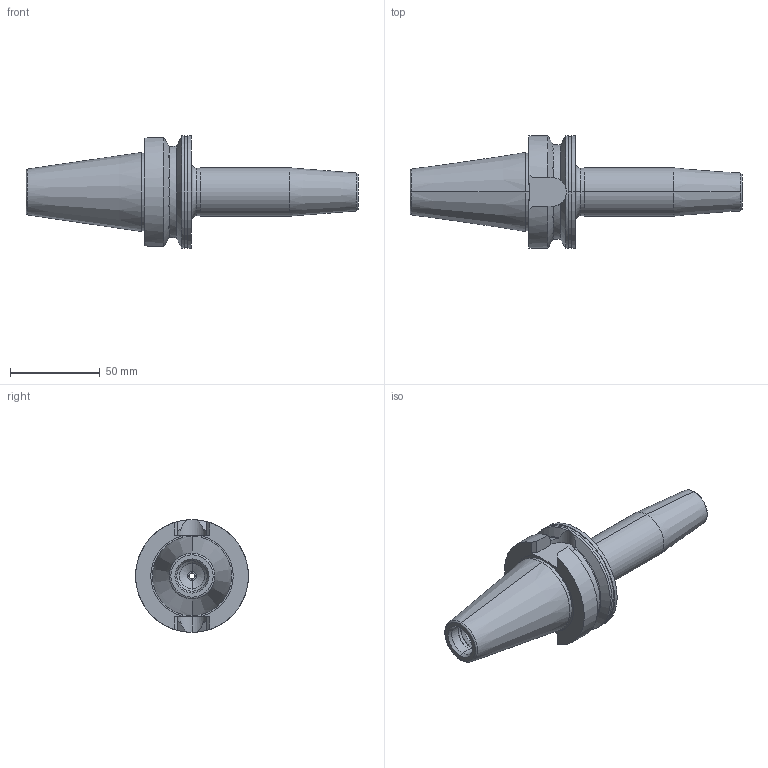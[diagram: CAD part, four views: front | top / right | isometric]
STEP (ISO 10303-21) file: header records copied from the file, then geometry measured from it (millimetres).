
FILE_DESCRIPTION (( 'STEP AP214' ), '1' );
FILE_NAME ('11.11.2019_39.P5.071.104.STEP', '2019-11-11T10:57:22', ( '' ), ( '' ), 'SwSTEP 2.0', 'SolidWorks 2014', '' );
FILE_SCHEMA (( 'AUTOMOTIVE_DESIGN' ));
Length unit declared in the file: millimetre
Products named in the file (1): 11.11.2019_39.P5.071.104
Bounding box: 185.4 x 63 x 63 mm (x, y, z)
Volume: 167342.5 mm3; surface area: 32433 mm2
Topology: 2 solids, 2 shells, 151 faces, 339 edges, 203 vertices
Faces by surface type: plane 59, cylinder 43, cone 37, torus 12
Entity records: 6032 total; most frequent: CARTESIAN_POINT 953, DIRECTION 738, ORIENTED_EDGE 678, EDGE_CURVE 339, AXIS2_PLACEMENT_3D 298, VERTEX_POINT 203, EDGE_LOOP 166, UNCERTAINTY_MEASURE_WITH_UNIT 155
